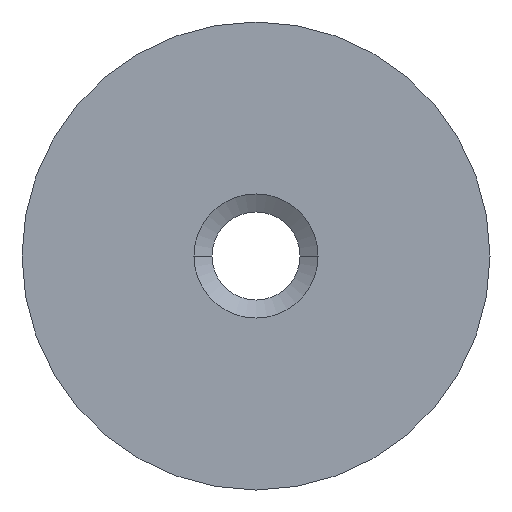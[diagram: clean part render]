
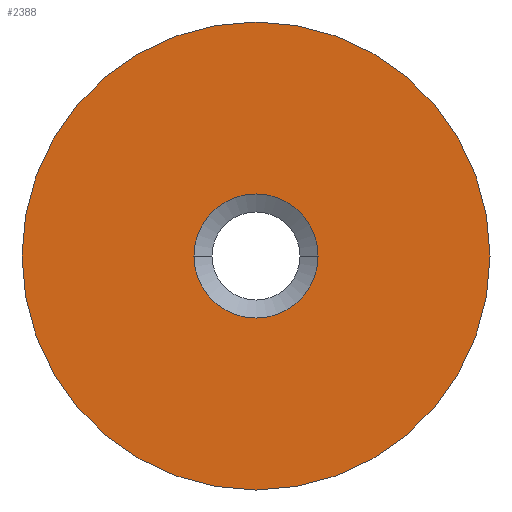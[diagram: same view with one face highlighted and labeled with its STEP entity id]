
A CAD part, front view. The second image highlights one B-rep face of the part: STEP entity #2388.
In plain terms, the highlighted planar face has unit normal (0, -1, 0).
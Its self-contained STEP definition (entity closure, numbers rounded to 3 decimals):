
#898=CARTESIAN_POINT('',(0.,0.,0.));
#899=DIRECTION('',(0.,1.,0.));
#900=DIRECTION('',(1.,0.,0.));
#901=AXIS2_PLACEMENT_3D('',#898,#899,#900);
#906=CARTESIAN_POINT('',(0.,0.,0.));
#907=DIRECTION('',(0.,1.,0.));
#908=DIRECTION('',(-1.,0.,0.));
#909=AXIS2_PLACEMENT_3D('',#906,#907,#908);
#914=CARTESIAN_POINT('',(0.,0.,0.));
#915=DIRECTION('',(0.,-1.,0.));
#916=DIRECTION('',(1.,0.,0.));
#917=AXIS2_PLACEMENT_3D('',#914,#915,#916);
#922=CARTESIAN_POINT('',(0.,0.,0.));
#923=DIRECTION('',(0.,-1.,0.));
#924=DIRECTION('',(-1.,0.,0.));
#925=AXIS2_PLACEMENT_3D('',#922,#923,#924);
#1620=CARTESIAN_POINT('',(2.959,0.,0.));
#1621=VERTEX_POINT('',#1620);
#1622=CARTESIAN_POINT('',(-2.959,0.,0.));
#1623=VERTEX_POINT('',#1622);
#1665=CARTESIAN_POINT('',(-11.15,0.,0.));
#1667=VERTEX_POINT('',#1665);
#1669=CARTESIAN_POINT('',(11.15,0.,0.));
#1671=VERTEX_POINT('',#1669);
#2372=CARTESIAN_POINT('',(0.,0.,0.));
#2373=DIRECTION('',(0.,-1.,0.));
#2374=DIRECTION('',(0.,0.,-1.));
#2375=AXIS2_PLACEMENT_3D('',#2372,#2373,#2374);
#2376=PLANE('',#2375);
#2378=ORIENTED_EDGE('',*,*,#2377,.F.);
#2379=ORIENTED_EDGE('',*,*,#2362,.F.);
#2380=EDGE_LOOP('',(#2378,#2379));
#2381=FACE_OUTER_BOUND('',#2380,.F.);
#2383=ORIENTED_EDGE('',*,*,#2382,.F.);
#2385=ORIENTED_EDGE('',*,*,#2384,.F.);
#2386=EDGE_LOOP('',(#2383,#2385));
#2387=FACE_BOUND('',#2386,.F.);
#902=CIRCLE('',#901,2.959);
#910=CIRCLE('',#909,2.959);
#918=CIRCLE('',#917,11.15);
#926=CIRCLE('',#925,11.15);
#2362=EDGE_CURVE('',#1667,#1671,#926,.T.);
#2377=EDGE_CURVE('',#1671,#1667,#918,.T.);
#2382=EDGE_CURVE('',#1621,#1623,#902,.T.);
#2384=EDGE_CURVE('',#1623,#1621,#910,.T.);
#2388=ADVANCED_FACE('',(#2381,#2387),#2376,.T.);
